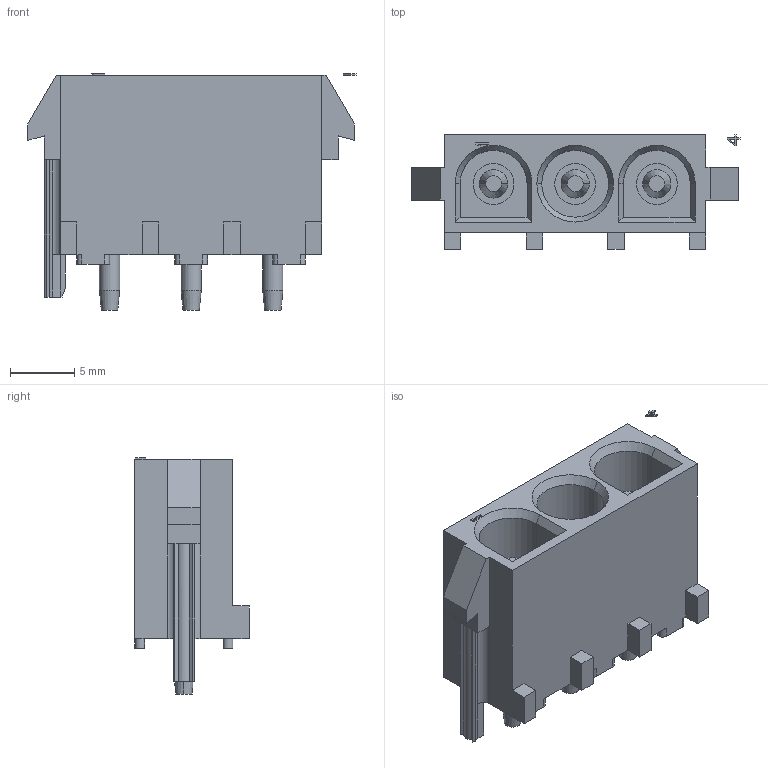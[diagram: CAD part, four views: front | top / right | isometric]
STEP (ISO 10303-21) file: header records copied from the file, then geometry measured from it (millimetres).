
FILE_DESCRIPTION((''),'2;1');
FILE_NAME('C-1-641966-1','2018-07-06T',('workeradm'),('TE Connectivity Ltd.'),'CREO PARAMETRIC BY PTC INC, 2016050','CREO PARAMETRIC BY PTC INC, 2016050','');
FILE_SCHEMA(('AUTOMOTIVE_DESIGN { 1 0 10303 214 1 1 1 1 }'));
Length unit declared in the file: millimetre
Products named in the file (1): C-1-641966-1
Bounding box: 25.53 x 8.89 x 18.38 mm (x, y, z)
Volume: 1507.5 mm3; surface area: 2212.8 mm2
Topology: 2 solids, 2 shells, 168 faces, 422 edges, 271 vertices
Faces by surface type: plane 111, cylinder 41, cone 16
Entity records: 5155 total; most frequent: CARTESIAN_POINT 863, DIRECTION 857, ORIENTED_EDGE 844, EDGE_CURVE 422, VECTOR 323, LINE 323, VERTEX_POINT 271, AXIS2_PLACEMENT_3D 267
